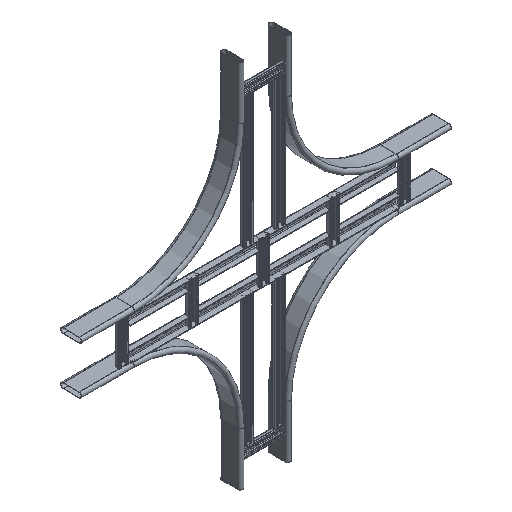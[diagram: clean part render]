
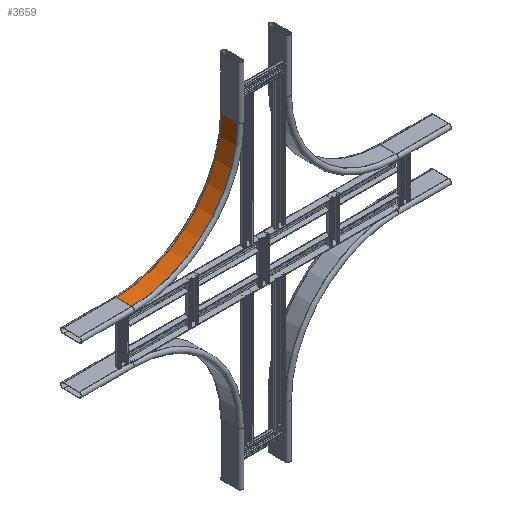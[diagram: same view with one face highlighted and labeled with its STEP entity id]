
A CAD part, isometric view. The second image highlights one B-rep face of the part: STEP entity #3659.
In plain terms, the highlighted cylindrical face has radius 300 mm (diameter 600 mm), a partial arc.
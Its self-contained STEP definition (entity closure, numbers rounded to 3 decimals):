
#1157 = DIRECTION ( 'NONE',  ( 0., -1., 0. ) ) ;
#1855 = AXIS2_PLACEMENT_3D ( 'NONE', #3970, #25904, #7291 ) ;
#2572 = ORIENTED_EDGE ( 'NONE', *, *, #26341, .T. ) ;
#2602 = CYLINDRICAL_SURFACE ( 'NONE', #35267, 300. ) ;
#3345 = EDGE_LOOP ( 'NONE', ( #27763, #7177, #2572, #39445 ) ) ;
#3633 = CARTESIAN_POINT ( 'NONE',  ( -75., -22.5, 375. ) ) ;
#3659 = ADVANCED_FACE ( 'NONE', ( #27737 ), #2602, .F. ) ;
#3970 = CARTESIAN_POINT ( 'NONE',  ( -375., -22.5, 375. ) ) ;
#5661 = LINE ( 'NONE', #17781, #20299 ) ;
#5972 = LINE ( 'NONE', #3633, #30840 ) ;
#6803 = CARTESIAN_POINT ( 'NONE',  ( -375., -22.5, 75. ) ) ;
#7177 = ORIENTED_EDGE ( 'NONE', *, *, #39112, .T. ) ;
#7291 = DIRECTION ( 'NONE',  ( 1., 0., 0. ) ) ;
#9441 = VERTEX_POINT ( 'NONE', #34111 ) ;
#16156 = DIRECTION ( 'NONE',  ( 0., 1., 0. ) ) ;
#17781 = CARTESIAN_POINT ( 'NONE',  ( -375., -22.5, 75. ) ) ;
#20084 = CARTESIAN_POINT ( 'NONE',  ( -375., 22.5, 375. ) ) ;
#20299 = VECTOR ( 'NONE', #20902, 1000. ) ;
#20902 = DIRECTION ( 'NONE',  ( 0., 1., 0. ) ) ;
#23253 = DIRECTION ( 'NONE',  ( 1., 0., 0. ) ) ;
#23624 = CIRCLE ( 'NONE', #1855, 300. ) ;
#25904 = DIRECTION ( 'NONE',  ( 0., -1., 0. ) ) ;
#26341 = EDGE_CURVE ( 'NONE', #35915, #9441, #5972, .T. ) ;
#27116 = EDGE_CURVE ( 'NONE', #32702, #9441, #28368, .T. ) ;
#27737 = FACE_OUTER_BOUND ( 'NONE', #3345, .T. ) ;
#27763 = ORIENTED_EDGE ( 'NONE', *, *, #34873, .F. ) ;
#28200 = CARTESIAN_POINT ( 'NONE',  ( -75., -22.5, 375. ) ) ;
#28368 = CIRCLE ( 'NONE', #39275, 300. ) ;
#29094 = CARTESIAN_POINT ( 'NONE',  ( -375., 22.5, 75. ) ) ;
#30163 = DIRECTION ( 'NONE',  ( 1., 0., 0. ) ) ;
#30586 = CARTESIAN_POINT ( 'NONE',  ( -375., 0., 375. ) ) ;
#30626 = DIRECTION ( 'NONE',  ( 0., -1., 0. ) ) ;
#30840 = VECTOR ( 'NONE', #16156, 1000. ) ;
#32702 = VERTEX_POINT ( 'NONE', #29094 ) ;
#33779 = VERTEX_POINT ( 'NONE', #6803 ) ;
#34111 = CARTESIAN_POINT ( 'NONE',  ( -75., 22.5, 375. ) ) ;
#34873 = EDGE_CURVE ( 'NONE', #33779, #32702, #5661, .T. ) ;
#35267 = AXIS2_PLACEMENT_3D ( 'NONE', #30586, #30626, #30163 ) ;
#35915 = VERTEX_POINT ( 'NONE', #28200 ) ;
#39112 = EDGE_CURVE ( 'NONE', #33779, #35915, #23624, .T. ) ;
#39275 = AXIS2_PLACEMENT_3D ( 'NONE', #20084, #1157, #23253 ) ;
#39445 = ORIENTED_EDGE ( 'NONE', *, *, #27116, .F. ) ;
